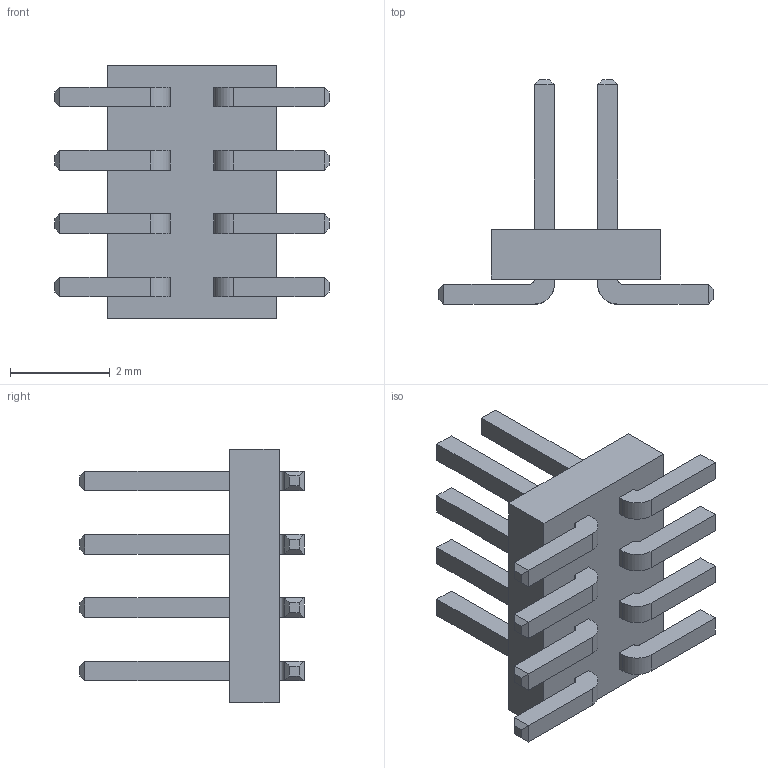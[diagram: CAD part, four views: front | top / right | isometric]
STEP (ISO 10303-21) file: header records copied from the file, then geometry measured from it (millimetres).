
FILE_DESCRIPTION (( 'STEP AP214' ), '1' );
FILE_NAME ('6EF142B1-2798-4C3B-BEB5-EBD1309BA53A.STEP', '2023-05-14T23:05:57', ( '' ), ( '' ), 'SwSTEP 2.0', 'SolidWorks 2022', '' );
FILE_SCHEMA (( 'AUTOMOTIVE_DESIGN' ));
Length unit declared in the file: millimetre
Products named in the file (1): 6EF142B1-2798-4C3B-BEB5-EBD1309BA53A
Bounding box: 5.5 x 4.5 x 5.08 mm (x, y, z)
Volume: 24 mm3; surface area: 117.8 mm2
Topology: 1 solids, 1 shells, 174 faces, 404 edges, 248 vertices
Faces by surface type: plane 158, cylinder 16
Entity records: 6736 total; most frequent: CARTESIAN_POINT 827, ORIENTED_EDGE 808, DIRECTION 786, EDGE_CURVE 404, VECTOR 372, LINE 372, VERTEX_POINT 248, AXIS2_PLACEMENT_3D 207
